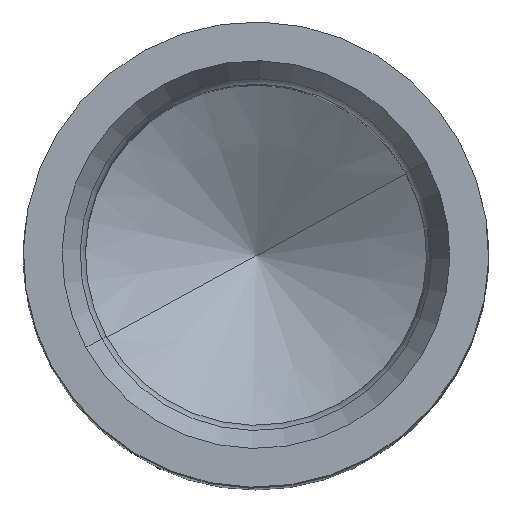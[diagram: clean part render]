
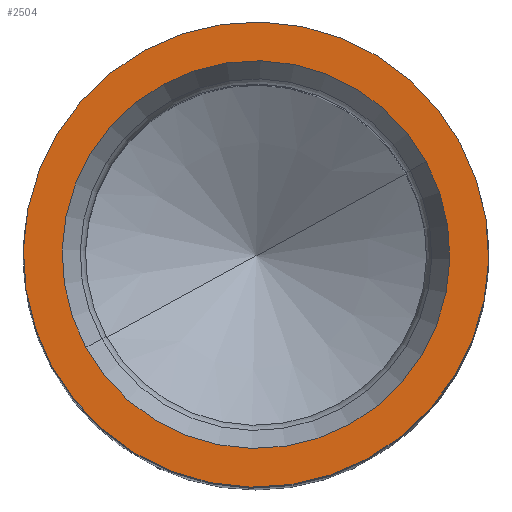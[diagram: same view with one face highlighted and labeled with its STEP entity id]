
A CAD part, top view. The second image highlights one B-rep face of the part: STEP entity #2504.
In plain terms, the highlighted planar face has unit normal (0, 0, 1).
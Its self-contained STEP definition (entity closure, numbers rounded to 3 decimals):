
#2404=AXIS2_PLACEMENT_3D('Circle Axis2P3D',#2402,#2403,$) ;
#2423=AXIS2_PLACEMENT_3D('Circle Axis2P3D',#2421,#2422,$) ;
#2480=AXIS2_PLACEMENT_3D('Plane Axis2P3D',#2477,#2478,#2479) ;
#2484=AXIS2_PLACEMENT_3D('Circle Axis2P3D',#2482,#2483,$) ;
#2493=AXIS2_PLACEMENT_3D('Circle Axis2P3D',#2491,#2492,$) ;
#2399=CARTESIAN_POINT('Vertex',(0.806,1.801,23.5)) ;
#2402=CARTESIAN_POINT('Axis2P3D Location',(3.,3.,23.5)) ;
#2406=CARTESIAN_POINT('Vertex',(5.194,4.199,23.5)) ;
#2421=CARTESIAN_POINT('Axis2P3D Location',(3.,3.,23.5)) ;
#2477=CARTESIAN_POINT('Axis2P3D Location',(0.,3.,23.5)) ;
#2482=CARTESIAN_POINT('Axis2P3D Location',(3.,3.,23.5)) ;
#2486=CARTESIAN_POINT('Vertex',(5.633,4.438,23.5)) ;
#2488=CARTESIAN_POINT('Vertex',(0.367,1.562,23.5)) ;
#2491=CARTESIAN_POINT('Axis2P3D Location',(3.,3.,23.5)) ;
#2403=DIRECTION('Axis2P3D Direction',(0.,0.,1.)) ;
#2422=DIRECTION('Axis2P3D Direction',(0.,0.,1.)) ;
#2478=DIRECTION('Axis2P3D Direction',(0.,0.,1.)) ;
#2479=DIRECTION('Axis2P3D XDirection',(1.,0.,0.)) ;
#2483=DIRECTION('Axis2P3D Direction',(0.,0.,1.)) ;
#2492=DIRECTION('Axis2P3D Direction',(0.,0.,1.)) ;
#2497=ORIENTED_EDGE('',*,*,#2490,.T.) ;
#2498=ORIENTED_EDGE('',*,*,#2495,.T.) ;
#2501=ORIENTED_EDGE('',*,*,#2408,.F.) ;
#2502=ORIENTED_EDGE('',*,*,#2425,.F.) ;
#2503=FACE_BOUND('',#2500,.T.) ;
#2504=ADVANCED_FACE('Hauptk\X2\00F6\X0\rper',(#2499,#2503),#2481,.T.) ;
#2405=CIRCLE('generated circle',#2404,2.5) ;
#2424=CIRCLE('generated circle',#2423,2.5) ;
#2485=CIRCLE('generated circle',#2484,3.) ;
#2494=CIRCLE('generated circle',#2493,3.) ;
#2408=EDGE_CURVE('',#2400,#2407,#2405,.T.) ;
#2425=EDGE_CURVE('',#2407,#2400,#2424,.T.) ;
#2490=EDGE_CURVE('',#2487,#2489,#2485,.T.) ;
#2495=EDGE_CURVE('',#2489,#2487,#2494,.T.) ;
#2496=EDGE_LOOP('',(#2497,#2498)) ;
#2500=EDGE_LOOP('',(#2501,#2502)) ;
#2499=FACE_OUTER_BOUND('',#2496,.T.) ;
#2481=PLANE('',#2480) ;
#2400=VERTEX_POINT('',#2399) ;
#2407=VERTEX_POINT('',#2406) ;
#2487=VERTEX_POINT('',#2486) ;
#2489=VERTEX_POINT('',#2488) ;
